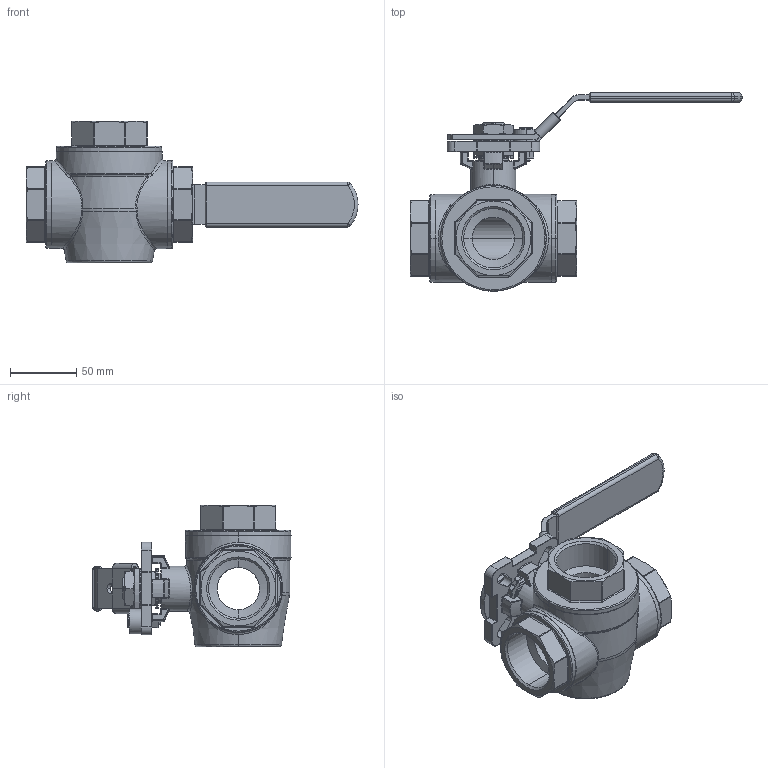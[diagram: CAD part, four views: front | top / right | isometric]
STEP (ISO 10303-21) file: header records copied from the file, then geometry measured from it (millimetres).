
FILE_DESCRIPTION (( 'STEP AP214' ), '1' );
FILE_NAME ('3W-112-00T-4 3-Wege-Kugelhahn 1803.STEP', '2018-03-13T16:27:56', ( '' ), ( '' ), 'SwSTEP 2.0', 'SolidWorks 2016', '' );
FILE_SCHEMA (( 'AUTOMOTIVE_DESIGN' ));
Length unit declared in the file: millimetre
Products named in the file (1): 3W-112-00T-4 3-Wege-Kugelhahn 1803
Bounding box: 251 x 150 x 107 mm (x, y, z)
Volume: 532009.2 mm3; surface area: 99584.5 mm2
Topology: 1 solids, 1 shells, 1302 faces, 3222 edges, 1923 vertices
Faces by surface type: plane 410, cylinder 358, bspline 231, torus 181, cone 64, sphere 58
Entity records: 53924 total; most frequent: CARTESIAN_POINT 21119, ORIENTED_EDGE 6352, DIRECTION 5783, EDGE_CURVE 3176, AXIS2_PLACEMENT_3D 2159, VERTEX_POINT 1921, VECTOR 1465, LINE 1465
